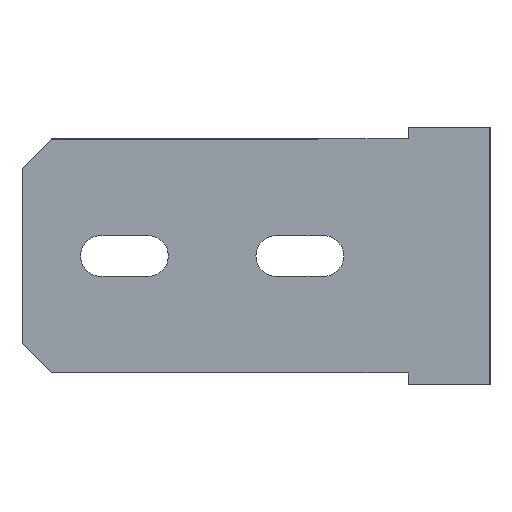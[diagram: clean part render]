
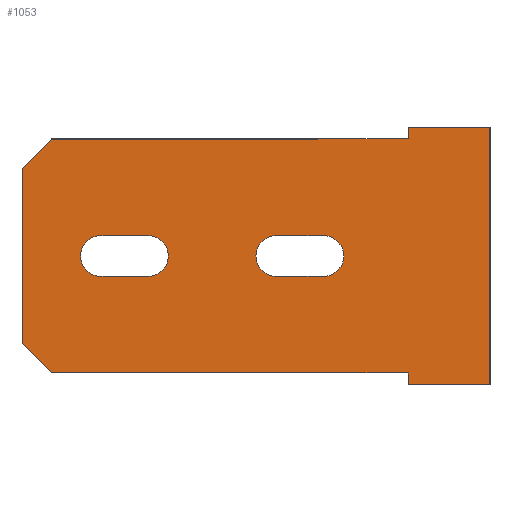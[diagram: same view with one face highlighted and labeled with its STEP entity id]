
A CAD part, left-side view. The second image highlights one B-rep face of the part: STEP entity #1053.
In plain terms, the highlighted planar face has unit normal (-1, 0, 0).
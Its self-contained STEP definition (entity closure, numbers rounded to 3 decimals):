
#21 = ORIENTED_EDGE ( 'NONE', *, *, #211, .T. ) ;
#108 = FACE_BOUND ( 'NONE', #1613, .T. ) ;
#109 = FACE_BOUND ( 'NONE', #1263, .T. ) ;
#113 = FACE_OUTER_BOUND ( 'NONE', #1266, .T. ) ;
#127 = CARTESIAN_POINT ( 'NONE',  ( -164., 56.5, 16.5 ) ) ;
#132 = DIRECTION ( 'NONE',  ( 0., -1., 0. ) ) ;
#195 = EDGE_CURVE ( 'NONE', #1138, #1630, #802, .T. ) ;
#201 = CARTESIAN_POINT ( 'NONE',  ( -164., 56.5, 20. ) ) ;
#203 = VERTEX_POINT ( 'NONE', #207 ) ;
#207 = CARTESIAN_POINT ( 'NONE',  ( -164., 12., -2.001 ) ) ;
#211 = EDGE_CURVE ( 'NONE', #1334, #1517, #787, .T. ) ;
#213 = EDGE_CURVE ( 'NONE', #1083, #1517, #783, .T. ) ;
#216 = EDGE_CURVE ( 'NONE', #1083, #1123, #793, .T. ) ;
#222 = EDGE_CURVE ( 'NONE', #981, #1138, #773, .T. ) ;
#228 = EDGE_CURVE ( 'NONE', #1630, #1137, #772, .T. ) ;
#233 = EDGE_CURVE ( 'NONE', #1085, #203, #765, .T. ) ;
#235 = EDGE_CURVE ( 'NONE', #203, #1334, #748, .T. ) ;
#238 = CARTESIAN_POINT ( 'NONE',  ( -164., 12., 42.001 ) ) ;
#244 = EDGE_CURVE ( 'NONE', #1616, #1563, #743, .T. ) ;
#259 = EDGE_CURVE ( 'NONE', #972, #1616, #719, .T. ) ;
#264 = EDGE_CURVE ( 'NONE', #1299, #972, #724, .T. ) ;
#281 = EDGE_CURVE ( 'NONE', #1563, #1299, #723, .T. ) ;
#283 = EDGE_CURVE ( 'NONE', #1144, #1217, #708, .T. ) ;
#292 = EDGE_CURVE ( 'NONE', #1442, #1144, #707, .T. ) ;
#301 = EDGE_CURVE ( 'NONE', #1018, #1442, #699, .T. ) ;
#302 = EDGE_CURVE ( 'NONE', #1217, #1018, #698, .T. ) ;
#360 = VECTOR ( 'NONE', #868, 1000. ) ;
#364 = LINE ( 'NONE', #921, #360 ) ;
#367 = CARTESIAN_POINT ( 'NONE',  ( -164., 12., -2.001 ) ) ;
#374 = CARTESIAN_POINT ( 'NONE',  ( -164., 56.5, 23.5 ) ) ;
#378 = CARTESIAN_POINT ( 'NONE',  ( -164., 73., 0. ) ) ;
#381 = CARTESIAN_POINT ( 'NONE',  ( -164., 34.5, 16.5 ) ) ;
#383 = DIRECTION ( 'NONE',  ( 0., 0., -1. ) ) ;
#388 = DIRECTION ( 'NONE',  ( 0., -1., 0. ) ) ;
#519 = AXIS2_PLACEMENT_3D ( 'NONE', #1537, #812, #844 ) ;
#545 = EDGE_CURVE ( 'NONE', #981, #1123, #364, .T. ) ;
#550 = AXIS2_PLACEMENT_3D ( 'NONE', #1449, #1480, #1538 ) ;
#565 = EDGE_CURVE ( 'NONE', #1137, #1085, #647, .T. ) ;
#584 = CARTESIAN_POINT ( 'NONE',  ( -164., 26.5, 16.5 ) ) ;
#627 = DIRECTION ( 'NONE',  ( 0., 0., 1. ) ) ;
#647 = LINE ( 'NONE', #794, #1493 ) ;
#648 = CARTESIAN_POINT ( 'NONE',  ( -164., -2., -2.001 ) ) ;
#652 = AXIS2_PLACEMENT_3D ( 'NONE', #201, #1374, #132 ) ;
#694 = VECTOR ( 'NONE', #1010, 1000. ) ;
#698 = CIRCLE ( 'NONE', #652, 3.5 ) ;
#699 = LINE ( 'NONE', #1506, #694 ) ;
#702 = VECTOR ( 'NONE', #1080, 1000. ) ;
#707 = CIRCLE ( 'NONE', #550, 3.5 ) ;
#708 = LINE ( 'NONE', #1165, #702 ) ;
#711 = VECTOR ( 'NONE', #753, 1000. ) ;
#719 = CIRCLE ( 'NONE', #757, 3.5 ) ;
#723 = CIRCLE ( 'NONE', #1521, 3.5 ) ;
#724 = LINE ( 'NONE', #749, #711 ) ;
#726 = CARTESIAN_POINT ( 'NONE',  ( -164., 12., 40. ) ) ;
#731 = VECTOR ( 'NONE', #879, 1000. ) ;
#740 = VECTOR ( 'NONE', #388, 1000. ) ;
#743 = LINE ( 'NONE', #381, #731 ) ;
#746 = VECTOR ( 'NONE', #383, 1000. ) ;
#748 = LINE ( 'NONE', #367, #740 ) ;
#749 = CARTESIAN_POINT ( 'NONE',  ( -164., 34.5, 23.5 ) ) ;
#751 = VECTOR ( 'NONE', #1094, 1000. ) ;
#753 = DIRECTION ( 'NONE',  ( 0., 1., 0. ) ) ;
#757 = AXIS2_PLACEMENT_3D ( 'NONE', #1060, #1321, #1286 ) ;
#765 = LINE ( 'NONE', #1364, #746 ) ;
#767 = VECTOR ( 'NONE', #1196, 1000. ) ;
#770 = VECTOR ( 'NONE', #1111, 1000. ) ;
#772 = LINE ( 'NONE', #1194, #751 ) ;
#773 = LINE ( 'NONE', #1086, #767 ) ;
#775 = VECTOR ( 'NONE', #627, 1000. ) ;
#782 = VECTOR ( 'NONE', #1084, 1000. ) ;
#783 = LINE ( 'NONE', #238, #782 ) ;
#787 = LINE ( 'NONE', #1512, #775 ) ;
#790 = DIRECTION ( 'NONE',  ( 0., -1., 0. ) ) ;
#793 = LINE ( 'NONE', #726, #770 ) ;
#794 = CARTESIAN_POINT ( 'NONE',  ( -164., 0., 0. ) ) ;
#798 = VECTOR ( 'NONE', #1287, 1000. ) ;
#802 = LINE ( 'NONE', #1329, #798 ) ;
#812 = DIRECTION ( 'NONE',  ( 1., 0., 0. ) ) ;
#844 = DIRECTION ( 'NONE',  ( 0., 0., -1. ) ) ;
#856 = CARTESIAN_POINT ( 'NONE',  ( -164., 34.5, 16.5 ) ) ;
#868 = DIRECTION ( 'NONE',  ( 0., -1., 0. ) ) ;
#877 = CARTESIAN_POINT ( 'NONE',  ( -164., -2., 42.001 ) ) ;
#879 = DIRECTION ( 'NONE',  ( 0., -1., 0. ) ) ;
#908 = CARTESIAN_POINT ( 'NONE',  ( -164., 12., 40. ) ) ;
#914 = CARTESIAN_POINT ( 'NONE',  ( -164., 64.5, 23.5 ) ) ;
#921 = CARTESIAN_POINT ( 'NONE',  ( -164., 0., 40. ) ) ;
#972 = VERTEX_POINT ( 'NONE', #1037 ) ;
#981 = VERTEX_POINT ( 'NONE', #1580 ) ;
#989 = CARTESIAN_POINT ( 'NONE',  ( -164., 26.5, 20. ) ) ;
#1000 = ORIENTED_EDGE ( 'NONE', *, *, #259, .F. ) ;
#1010 = DIRECTION ( 'NONE',  ( 0., 1., 0. ) ) ;
#1018 = VERTEX_POINT ( 'NONE', #374 ) ;
#1026 = DIRECTION ( 'NONE',  ( 0., -1., 0. ) ) ;
#1036 = ORIENTED_EDGE ( 'NONE', *, *, #222, .T. ) ;
#1037 = CARTESIAN_POINT ( 'NONE',  ( -164., 34.5, 23.5 ) ) ;
#1053 = ADVANCED_FACE ( 'NONE', ( #113, #109, #108 ), #1621, .F. ) ;
#1059 = DIRECTION ( 'NONE',  ( -1., 0., 0. ) ) ;
#1060 = CARTESIAN_POINT ( 'NONE',  ( -164., 34.5, 20. ) ) ;
#1080 = DIRECTION ( 'NONE',  ( 0., -1., 0. ) ) ;
#1083 = VERTEX_POINT ( 'NONE', #1136 ) ;
#1084 = DIRECTION ( 'NONE',  ( 0., -1., 0. ) ) ;
#1085 = VERTEX_POINT ( 'NONE', #1497 ) ;
#1086 = CARTESIAN_POINT ( 'NONE',  ( -164., 78., 35. ) ) ;
#1089 = ORIENTED_EDGE ( 'NONE', *, *, #233, .T. ) ;
#1094 = DIRECTION ( 'NONE',  ( 0., -0.707, -0.707 ) ) ;
#1111 = DIRECTION ( 'NONE',  ( 0., 0., -1. ) ) ;
#1123 = VERTEX_POINT ( 'NONE', #908 ) ;
#1126 = ORIENTED_EDGE ( 'NONE', *, *, #244, .F. ) ;
#1136 = CARTESIAN_POINT ( 'NONE',  ( -164., 12., 42.001 ) ) ;
#1137 = VERTEX_POINT ( 'NONE', #378 ) ;
#1138 = VERTEX_POINT ( 'NONE', #1492 ) ;
#1144 = VERTEX_POINT ( 'NONE', #1430 ) ;
#1162 = ORIENTED_EDGE ( 'NONE', *, *, #301, .F. ) ;
#1165 = CARTESIAN_POINT ( 'NONE',  ( -164., 64.5, 16.5 ) ) ;
#1173 = ORIENTED_EDGE ( 'NONE', *, *, #216, .T. ) ;
#1184 = ORIENTED_EDGE ( 'NONE', *, *, #235, .T. ) ;
#1194 = CARTESIAN_POINT ( 'NONE',  ( -164., 73., 0. ) ) ;
#1196 = DIRECTION ( 'NONE',  ( 0., 0.707, -0.707 ) ) ;
#1217 = VERTEX_POINT ( 'NONE', #127 ) ;
#1226 = ORIENTED_EDGE ( 'NONE', *, *, #545, .F. ) ;
#1255 = ORIENTED_EDGE ( 'NONE', *, *, #195, .T. ) ;
#1263 = EDGE_LOOP ( 'NONE', ( #1126, #1000, #1397, #1426 ) ) ;
#1266 = EDGE_LOOP ( 'NONE', ( #21, #1652, #1173, #1226, #1036, #1255, #1326, #1629, #1089, #1184 ) ) ;
#1286 = DIRECTION ( 'NONE',  ( 0., -1., 0. ) ) ;
#1287 = DIRECTION ( 'NONE',  ( 0., 0., -1. ) ) ;
#1299 = VERTEX_POINT ( 'NONE', #1417 ) ;
#1321 = DIRECTION ( 'NONE',  ( -1., 0., 0. ) ) ;
#1326 = ORIENTED_EDGE ( 'NONE', *, *, #228, .T. ) ;
#1329 = CARTESIAN_POINT ( 'NONE',  ( -164., 78., 40. ) ) ;
#1334 = VERTEX_POINT ( 'NONE', #648 ) ;
#1342 = ORIENTED_EDGE ( 'NONE', *, *, #292, .F. ) ;
#1364 = CARTESIAN_POINT ( 'NONE',  ( -164., 12., 0. ) ) ;
#1374 = DIRECTION ( 'NONE',  ( -1., 0., 0. ) ) ;
#1397 = ORIENTED_EDGE ( 'NONE', *, *, #264, .F. ) ;
#1417 = CARTESIAN_POINT ( 'NONE',  ( -164., 26.5, 23.5 ) ) ;
#1425 = ORIENTED_EDGE ( 'NONE', *, *, #302, .F. ) ;
#1426 = ORIENTED_EDGE ( 'NONE', *, *, #281, .F. ) ;
#1430 = CARTESIAN_POINT ( 'NONE',  ( -164., 64.5, 16.5 ) ) ;
#1442 = VERTEX_POINT ( 'NONE', #914 ) ;
#1449 = CARTESIAN_POINT ( 'NONE',  ( -164., 64.5, 20. ) ) ;
#1480 = DIRECTION ( 'NONE',  ( -1., 0., 0. ) ) ;
#1492 = CARTESIAN_POINT ( 'NONE',  ( -164., 78., 35. ) ) ;
#1493 = VECTOR ( 'NONE', #790, 1000. ) ;
#1497 = CARTESIAN_POINT ( 'NONE',  ( -164., 12., 0. ) ) ;
#1506 = CARTESIAN_POINT ( 'NONE',  ( -164., 64.5, 23.5 ) ) ;
#1512 = CARTESIAN_POINT ( 'NONE',  ( -164., -2., 0. ) ) ;
#1517 = VERTEX_POINT ( 'NONE', #877 ) ;
#1521 = AXIS2_PLACEMENT_3D ( 'NONE', #989, #1059, #1026 ) ;
#1537 = CARTESIAN_POINT ( 'NONE',  ( -164., 0., 40. ) ) ;
#1538 = DIRECTION ( 'NONE',  ( 0., -1., 0. ) ) ;
#1563 = VERTEX_POINT ( 'NONE', #584 ) ;
#1580 = CARTESIAN_POINT ( 'NONE',  ( -164., 73., 40. ) ) ;
#1591 = ORIENTED_EDGE ( 'NONE', *, *, #283, .F. ) ;
#1613 = EDGE_LOOP ( 'NONE', ( #1591, #1342, #1162, #1425 ) ) ;
#1616 = VERTEX_POINT ( 'NONE', #856 ) ;
#1621 = PLANE ( 'NONE',  #519 ) ;
#1629 = ORIENTED_EDGE ( 'NONE', *, *, #565, .T. ) ;
#1630 = VERTEX_POINT ( 'NONE', #1658 ) ;
#1652 = ORIENTED_EDGE ( 'NONE', *, *, #213, .F. ) ;
#1658 = CARTESIAN_POINT ( 'NONE',  ( -164., 78., 5. ) ) ;
